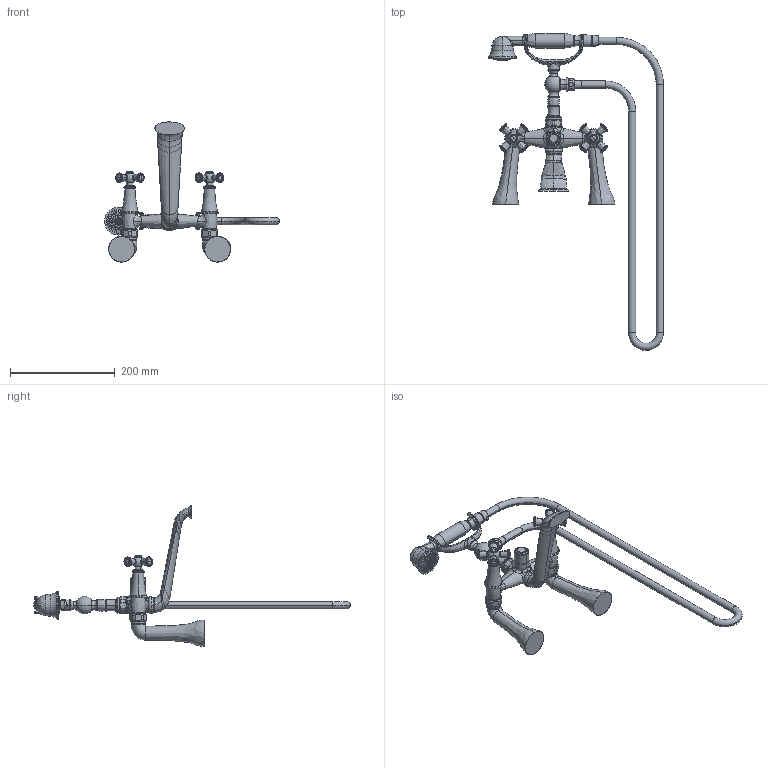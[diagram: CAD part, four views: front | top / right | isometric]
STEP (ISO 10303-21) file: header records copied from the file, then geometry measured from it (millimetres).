
FILE_DESCRIPTION((''),'2;1');
FILE_NAME('2400-4272','2021-01-15T12:01:03',('jinson.thomas'),(''),'CREO PARAMETRIC BY PTC INC, 2018400','CREO PARAMETRIC BY PTC INC, 2018400','');
FILE_SCHEMA(('CONFIG_CONTROL_DESIGN'));
Length unit declared in the file: inch
Products named in the file (1): 2400-4272
Bounding box: 334.8 x 606.04 x 268.56 mm (x, y, z)
Volume: 1021348.2 mm3; surface area: 196775 mm2
Topology: 1 solids, 1 shells, 948 faces, 2141 edges, 1277 vertices
Faces by surface type: cylinder 265, torus 226, bspline 177, plane 144, cone 86, sphere 46, extrusion 4
Entity records: 42906 total; most frequent: CARTESIAN_POINT 23052, ORIENTED_EDGE 4234, DIRECTION 3964, EDGE_CURVE 2117, AXIS2_PLACEMENT_3D 1770, VERTEX_POINT 1277, EDGE_LOOP 1058, CIRCLE 1003
